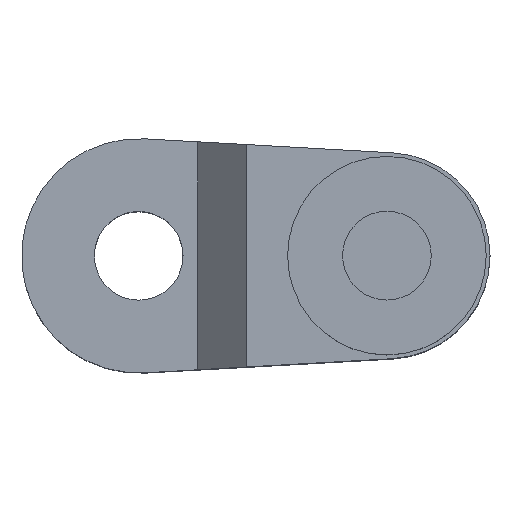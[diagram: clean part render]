
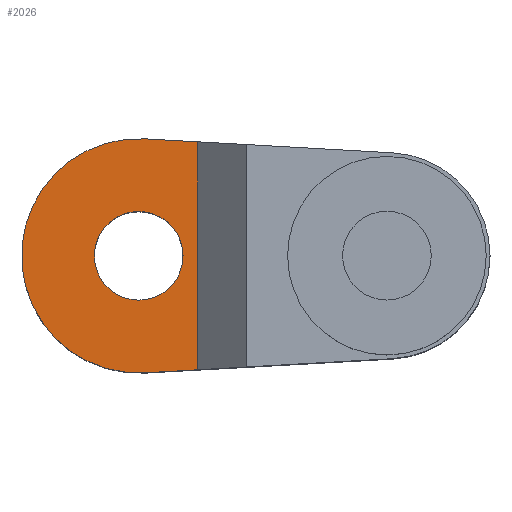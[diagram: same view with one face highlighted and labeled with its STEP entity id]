
A CAD part, top view. The second image highlights one B-rep face of the part: STEP entity #2026.
In plain terms, the highlighted planar face has unit normal (0, 0, 1).
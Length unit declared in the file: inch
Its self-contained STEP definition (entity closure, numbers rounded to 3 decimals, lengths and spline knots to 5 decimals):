
#68 = CARTESIAN_POINT ( 'NONE',  ( -0.06568, 0.11482, 0.10197 ) ) ;
#103 = ORIENTED_EDGE ( 'NONE', *, *, #316, .F. ) ;
#108 = LINE ( 'NONE', #216, #1011 ) ;
#133 = EDGE_LOOP ( 'NONE', ( #2036, #1667 ) ) ;
#154 = DIRECTION ( 'NONE',  ( 0., 1., 0. ) ) ;
#171 = EDGE_CURVE ( 'NONE', #668, #442, #822, .T. ) ;
#187 = FACE_OUTER_BOUND ( 'NONE', #797, .T. ) ;
#210 = CARTESIAN_POINT ( 'NONE',  ( -0.125, 0., 0.10197 ) ) ;
#216 = CARTESIAN_POINT ( 'NONE',  ( -0.11832, -0.11781, 0.10197 ) ) ;
#218 = LINE ( 'NONE', #1240, #1179 ) ;
#247 = EDGE_CURVE ( 'NONE', #951, #668, #1599, .T. ) ;
#254 = AXIS2_PLACEMENT_3D ( 'NONE', #1714, #1019, #2247 ) ;
#316 = EDGE_CURVE ( 'NONE', #541, #951, #108, .T. ) ;
#354 = CARTESIAN_POINT ( 'NONE',  ( -0.125, 0., 0.10197 ) ) ;
#355 = DIRECTION ( 'NONE',  ( 0.998, -0.057, 0. ) ) ;
#373 = DIRECTION ( 'NONE',  ( 0., 0., -1. ) ) ;
#393 = DIRECTION ( 'NONE',  ( 1., 0., 0. ) ) ;
#442 = VERTEX_POINT ( 'NONE', #68 ) ;
#482 = CIRCLE ( 'NONE', #1676, 0.04469 ) ;
#541 = VERTEX_POINT ( 'NONE', #1007 ) ;
#542 = DIRECTION ( 'NONE',  ( 1., 0., 0. ) ) ;
#547 = CARTESIAN_POINT ( 'NONE',  ( -0.08031, 0., 0.10197 ) ) ;
#668 = VERTEX_POINT ( 'NONE', #679 ) ;
#679 = CARTESIAN_POINT ( 'NONE',  ( -0.11832, 0.11781, 0.10197 ) ) ;
#751 = EDGE_CURVE ( 'NONE', #1568, #1831, #1951, .T. ) ;
#797 = EDGE_LOOP ( 'NONE', ( #103, #1151, #1121, #1399 ) ) ;
#809 = EDGE_CURVE ( 'NONE', #1831, #1568, #482, .T. ) ;
#822 = LINE ( 'NONE', #1470, #1245 ) ;
#951 = VERTEX_POINT ( 'NONE', #2143 ) ;
#1007 = CARTESIAN_POINT ( 'NONE',  ( -0.06568, -0.11482, 0.10197 ) ) ;
#1011 = VECTOR ( 'NONE', #1823, 39.37008 ) ;
#1019 = DIRECTION ( 'NONE',  ( 0., 0., -1. ) ) ;
#1092 = FACE_BOUND ( 'NONE', #133, .T. ) ;
#1121 = ORIENTED_EDGE ( 'NONE', *, *, #171, .F. ) ;
#1151 = ORIENTED_EDGE ( 'NONE', *, *, #1672, .T. ) ;
#1179 = VECTOR ( 'NONE', #154, 39.37008 ) ;
#1207 = AXIS2_PLACEMENT_3D ( 'NONE', #354, #1611, #542 ) ;
#1240 = CARTESIAN_POINT ( 'NONE',  ( -0.06568, -0.118, 0.10197 ) ) ;
#1245 = VECTOR ( 'NONE', #355, 39.37008 ) ;
#1399 = ORIENTED_EDGE ( 'NONE', *, *, #247, .F. ) ;
#1447 = CARTESIAN_POINT ( 'NONE',  ( -0.125, 0., 0.10197 ) ) ;
#1470 = CARTESIAN_POINT ( 'NONE',  ( -0.11832, 0.11781, 0.10197 ) ) ;
#1471 = DIRECTION ( 'NONE',  ( 0., 0., -1. ) ) ;
#1556 = CARTESIAN_POINT ( 'NONE',  ( -0.16969, 0., 0.10197 ) ) ;
#1568 = VERTEX_POINT ( 'NONE', #1556 ) ;
#1599 = CIRCLE ( 'NONE', #1958, 0.118 ) ;
#1611 = DIRECTION ( 'NONE',  ( 0., 0., -1. ) ) ;
#1625 = DIRECTION ( 'NONE',  ( 1., 0., 0. ) ) ;
#1667 = ORIENTED_EDGE ( 'NONE', *, *, #751, .T. ) ;
#1672 = EDGE_CURVE ( 'NONE', #541, #442, #218, .T. ) ;
#1676 = AXIS2_PLACEMENT_3D ( 'NONE', #1447, #373, #1625 ) ;
#1714 = CARTESIAN_POINT ( 'NONE',  ( -0.243, -0.118, 0.10197 ) ) ;
#1823 = DIRECTION ( 'NONE',  ( -0.998, -0.057, 0. ) ) ;
#1831 = VERTEX_POINT ( 'NONE', #547 ) ;
#1951 = CIRCLE ( 'NONE', #1207, 0.04469 ) ;
#1958 = AXIS2_PLACEMENT_3D ( 'NONE', #210, #1471, #393 ) ;
#2026 = ADVANCED_FACE ( 'NONE', ( #187, #1092 ), #2070, .F. ) ;
#2036 = ORIENTED_EDGE ( 'NONE', *, *, #809, .T. ) ;
#2070 = PLANE ( 'NONE',  #254 ) ;
#2143 = CARTESIAN_POINT ( 'NONE',  ( -0.11832, -0.11781, 0.10197 ) ) ;
#2247 = DIRECTION ( 'NONE',  ( 1., 0., 0. ) ) ;
